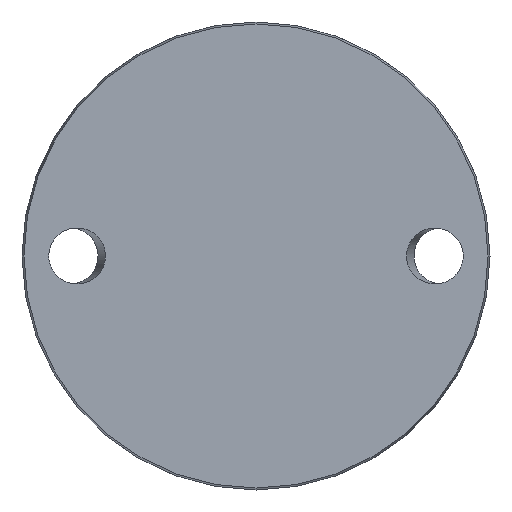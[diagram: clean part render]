
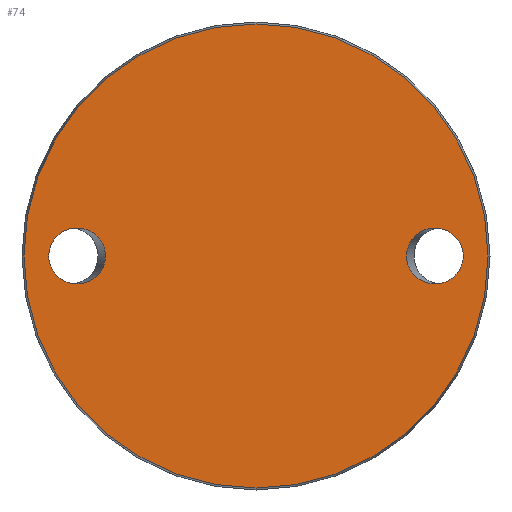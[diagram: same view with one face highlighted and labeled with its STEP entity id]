
A CAD part, front view. The second image highlights one B-rep face of the part: STEP entity #74.
In plain terms, the highlighted planar face has unit normal (0, -1, 0).
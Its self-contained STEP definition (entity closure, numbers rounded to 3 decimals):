
#43 = CARTESIAN_POINT ( 'NONE',  ( 61.115, 0., 0. ) ) ;
#53 = EDGE_CURVE ( 'NONE', #315, #315, #726, .T. ) ;
#74 = ADVANCED_FACE ( 'NONE', ( #651, #953, #578 ), #269, .F. ) ;
#75 = CARTESIAN_POINT ( 'NONE',  ( 44.385, 0., 0. ) ) ;
#88 = EDGE_LOOP ( 'NONE', ( #464 ) ) ;
#242 = VERTEX_POINT ( 'NONE', #75 ) ;
#247 = ORIENTED_EDGE ( 'NONE', *, *, #53, .T. ) ;
#251 = CARTESIAN_POINT ( 'NONE',  ( -44.385, 0., -16.5 ) ) ;
#264 = CARTESIAN_POINT ( 'NONE',  ( 0., 0., 0. ) ) ;
#269 = PLANE ( 'NONE',  #559 ) ;
#313 = CARTESIAN_POINT ( 'NONE',  ( 44.385, 0., 0. ) ) ;
#315 = VERTEX_POINT ( 'NONE', #537 ) ;
#324 = VERTEX_POINT ( 'NONE', #620 ) ;
#354 = EDGE_CURVE ( 'NONE', #242, #242, #811, .T. ) ;
#390 = CARTESIAN_POINT ( 'NONE',  ( -44.385, 0., 0. ) ) ;
#396 =( BOUNDED_CURVE ( )  B_SPLINE_CURVE ( 3, ( #716, #631, #940, #390, #251, #867, #783 ),
 .UNSPECIFIED., .T., .T. ) 
 B_SPLINE_CURVE_WITH_KNOTS ( ( 4, 3, 4 ),
 ( 0., 3.142, 6.283 ),
 .UNSPECIFIED. ) 
 CURVE ( )  GEOMETRIC_REPRESENTATION_ITEM ( )  RATIONAL_B_SPLINE_CURVE ( ( 1., 0.333, 0.333, 1., 0.333, 0.333, 1. ) ) 
 REPRESENTATION_ITEM ( '' )  );
#408 = EDGE_LOOP ( 'NONE', ( #247 ) ) ;
#464 = ORIENTED_EDGE ( 'NONE', *, *, #988, .T. ) ;
#491 = DIRECTION ( 'NONE',  ( 0., 0., -1. ) ) ;
#537 = CARTESIAN_POINT ( 'NONE',  ( 0., 0., -68.425 ) ) ;
#551 = CARTESIAN_POINT ( 'NONE',  ( 44.385, 0., 0. ) ) ;
#559 = AXIS2_PLACEMENT_3D ( 'NONE', #717, #736, #810 ) ;
#569 = DIRECTION ( 'NONE',  ( 0., -1., 0. ) ) ;
#578 = FACE_OUTER_BOUND ( 'NONE', #408, .T. ) ;
#620 = CARTESIAN_POINT ( 'NONE',  ( -61.115, 0., 0. ) ) ;
#631 = CARTESIAN_POINT ( 'NONE',  ( -61.115, 0., 16.5 ) ) ;
#651 = FACE_BOUND ( 'NONE', #88, .T. ) ;
#716 = CARTESIAN_POINT ( 'NONE',  ( -61.115, 0., 0. ) ) ;
#717 = CARTESIAN_POINT ( 'NONE',  ( -68.425, 0., 0. ) ) ;
#726 = CIRCLE ( 'NONE', #744, 68.425 ) ;
#736 = DIRECTION ( 'NONE',  ( 0., 1., 0. ) ) ;
#744 = AXIS2_PLACEMENT_3D ( 'NONE', #264, #569, #491 ) ;
#783 = CARTESIAN_POINT ( 'NONE',  ( -61.115, 0., 0. ) ) ;
#810 = DIRECTION ( 'NONE',  ( 0., 0., 1. ) ) ;
#811 =( BOUNDED_CURVE ( )  B_SPLINE_CURVE ( 3, ( #551, #861, #956, #43, #846, #923, #313 ),
 .UNSPECIFIED., .T., .T. ) 
 B_SPLINE_CURVE_WITH_KNOTS ( ( 4, 3, 4 ),
 ( 0., 3.142, 6.283 ),
 .UNSPECIFIED. ) 
 CURVE ( )  GEOMETRIC_REPRESENTATION_ITEM ( )  RATIONAL_B_SPLINE_CURVE ( ( 1., 0.333, 0.333, 1., 0.333, 0.333, 1. ) ) 
 REPRESENTATION_ITEM ( '' )  );
#821 = ORIENTED_EDGE ( 'NONE', *, *, #354, .F. ) ;
#846 = CARTESIAN_POINT ( 'NONE',  ( 61.115, 0., 16.5 ) ) ;
#861 = CARTESIAN_POINT ( 'NONE',  ( 44.385, 0., -16.5 ) ) ;
#867 = CARTESIAN_POINT ( 'NONE',  ( -61.115, 0., -16.5 ) ) ;
#909 = EDGE_LOOP ( 'NONE', ( #821 ) ) ;
#923 = CARTESIAN_POINT ( 'NONE',  ( 44.385, 0., 16.5 ) ) ;
#940 = CARTESIAN_POINT ( 'NONE',  ( -44.385, 0., 16.5 ) ) ;
#953 = FACE_BOUND ( 'NONE', #909, .T. ) ;
#956 = CARTESIAN_POINT ( 'NONE',  ( 61.115, 0., -16.5 ) ) ;
#988 = EDGE_CURVE ( 'NONE', #324, #324, #396, .T. ) ;
